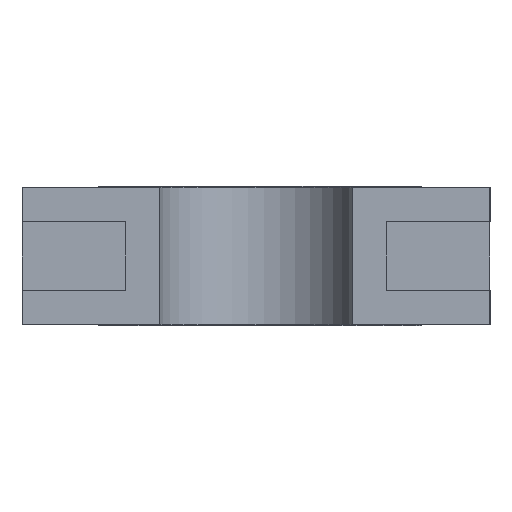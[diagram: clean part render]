
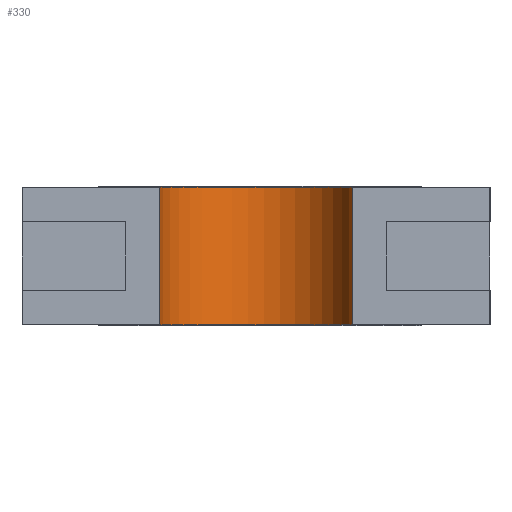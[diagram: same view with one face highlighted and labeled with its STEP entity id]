
A CAD part, left-side view. The second image highlights one B-rep face of the part: STEP entity #330.
In plain terms, the highlighted cylindrical face has radius 0.354 mm (diameter 0.708 mm), a partial arc.
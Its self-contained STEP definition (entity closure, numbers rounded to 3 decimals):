
#164 = CIRCLE ( 'NONE', #4081, 0.354 ) ;
#263 = CARTESIAN_POINT ( 'NONE',  ( -1.7, -0.35, 0.01 ) ) ;
#293 = LINE ( 'NONE', #5157, #1858 ) ;
#330 = ADVANCED_FACE ( 'NONE', ( #6859 ), #6335, .F. ) ;
#652 = AXIS2_PLACEMENT_3D ( 'NONE', #6201, #6662, #6170 ) ;
#789 = ORIENTED_EDGE ( 'NONE', *, *, #5826, .T. ) ;
#973 = CARTESIAN_POINT ( 'NONE',  ( -1.7, 0.35, 0.01 ) ) ;
#1067 = CARTESIAN_POINT ( 'NONE',  ( -1.754, 0., 0.01 ) ) ;
#1403 = EDGE_LOOP ( 'NONE', ( #789, #4294, #5388, #5846 ) ) ;
#1423 = EDGE_CURVE ( 'NONE', #3989, #4592, #164, .T. ) ;
#1858 = VECTOR ( 'NONE', #2425, 1000. ) ;
#2157 = AXIS2_PLACEMENT_3D ( 'NONE', #1067, #5474, #3947 ) ;
#2160 = DIRECTION ( 'NONE',  ( -1., 0., 0. ) ) ;
#2404 = EDGE_CURVE ( 'NONE', #5292, #4592, #3840, .T. ) ;
#2425 = DIRECTION ( 'NONE',  ( 0., 0., -1. ) ) ;
#2574 = CARTESIAN_POINT ( 'NONE',  ( -1.7, 0.35, 0.51 ) ) ;
#2592 = DIRECTION ( 'NONE',  ( 0., 0., -1. ) ) ;
#2619 = CARTESIAN_POINT ( 'NONE',  ( -1.7, 0.35, 0.01 ) ) ;
#3292 = EDGE_CURVE ( 'NONE', #3309, #3989, #293, .T. ) ;
#3309 = VERTEX_POINT ( 'NONE', #6176 ) ;
#3677 = CIRCLE ( 'NONE', #652, 0.354 ) ;
#3840 = LINE ( 'NONE', #973, #4432 ) ;
#3849 = CARTESIAN_POINT ( 'NONE',  ( -1.754, 0., 0.01 ) ) ;
#3947 = DIRECTION ( 'NONE',  ( -1., 0., 0. ) ) ;
#3989 = VERTEX_POINT ( 'NONE', #263 ) ;
#4081 = AXIS2_PLACEMENT_3D ( 'NONE', #3849, #5985, #2160 ) ;
#4294 = ORIENTED_EDGE ( 'NONE', *, *, #2404, .T. ) ;
#4432 = VECTOR ( 'NONE', #2592, 1000. ) ;
#4592 = VERTEX_POINT ( 'NONE', #2619 ) ;
#5157 = CARTESIAN_POINT ( 'NONE',  ( -1.7, -0.35, 0.01 ) ) ;
#5292 = VERTEX_POINT ( 'NONE', #2574 ) ;
#5388 = ORIENTED_EDGE ( 'NONE', *, *, #1423, .F. ) ;
#5474 = DIRECTION ( 'NONE',  ( 0., 0., -1. ) ) ;
#5826 = EDGE_CURVE ( 'NONE', #3309, #5292, #3677, .T. ) ;
#5846 = ORIENTED_EDGE ( 'NONE', *, *, #3292, .F. ) ;
#5985 = DIRECTION ( 'NONE',  ( 0., 0., 1. ) ) ;
#6170 = DIRECTION ( 'NONE',  ( -1., 0., 0. ) ) ;
#6176 = CARTESIAN_POINT ( 'NONE',  ( -1.7, -0.35, 0.51 ) ) ;
#6201 = CARTESIAN_POINT ( 'NONE',  ( -1.754, 0., 0.51 ) ) ;
#6335 = CYLINDRICAL_SURFACE ( 'NONE', #2157, 0.354 ) ;
#6662 = DIRECTION ( 'NONE',  ( 0., 0., 1. ) ) ;
#6859 = FACE_OUTER_BOUND ( 'NONE', #1403, .T. ) ;
